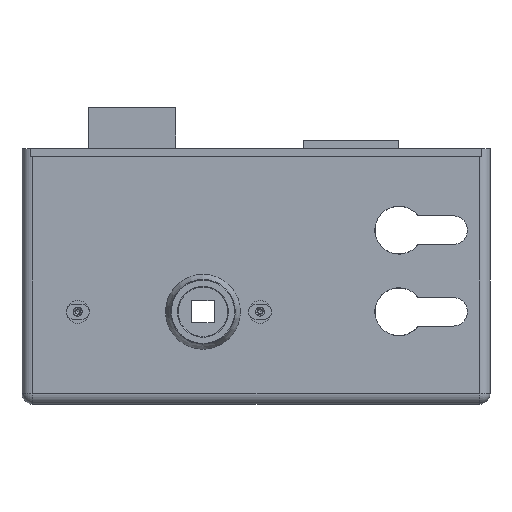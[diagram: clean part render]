
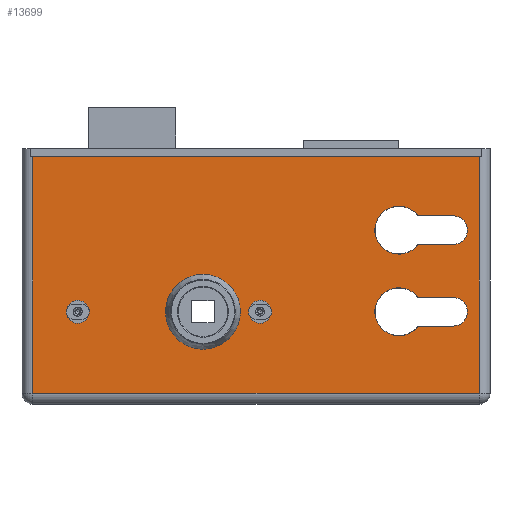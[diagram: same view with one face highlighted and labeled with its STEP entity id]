
A CAD part, left-side view. The second image highlights one B-rep face of the part: STEP entity #13699.
In plain terms, the highlighted planar face has unit normal (-1, 0, 0).
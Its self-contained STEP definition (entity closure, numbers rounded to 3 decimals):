
#548 = VERTEX_POINT ( 'NONE', #22511 ) ;
#764 = AXIS2_PLACEMENT_3D ( 'NONE', #13769, #14041, #19809 ) ;
#785 = VERTEX_POINT ( 'NONE', #4207 ) ;
#858 = FACE_BOUND ( 'NONE', #14550, .T. ) ;
#868 = CARTESIAN_POINT ( 'NONE',  ( -15., 19.5, -60. ) ) ;
#904 = VERTEX_POINT ( 'NONE', #9502 ) ;
#1253 = EDGE_LOOP ( 'NONE', ( #23476, #14408, #6358, #19235 ) ) ;
#1520 = EDGE_CURVE ( 'NONE', #24964, #24964, #5888, .T. ) ;
#1524 = CARTESIAN_POINT ( 'NONE',  ( -15., -59.562, -54.75 ) ) ;
#1649 = CIRCLE ( 'NONE', #18809, 4.125 ) ;
#1892 = EDGE_LOOP ( 'NONE', ( #12791 ) ) ;
#1981 = VECTOR ( 'NONE', #11063, 1000. ) ;
#2100 = VERTEX_POINT ( 'NONE', #13960 ) ;
#2256 = CARTESIAN_POINT ( 'NONE',  ( -15., -72.45, -24.75 ) ) ;
#2570 = ORIENTED_EDGE ( 'NONE', *, *, #23063, .T. ) ;
#2605 = DIRECTION ( 'NONE',  ( 0., -1., 0. ) ) ;
#2680 = CARTESIAN_POINT ( 'NONE',  ( -15., -1.5, -60. ) ) ;
#2746 = EDGE_CURVE ( 'NONE', #17964, #25346, #20373, .T. ) ;
#3356 = FACE_BOUND ( 'NONE', #7302, .T. ) ;
#3411 = VECTOR ( 'NONE', #21302, 1000. ) ;
#3811 = FACE_BOUND ( 'NONE', #1892, .T. ) ;
#4207 = CARTESIAN_POINT ( 'NONE',  ( -15., -59.562, -35.25 ) ) ;
#4364 = EDGE_LOOP ( 'NONE', ( #6788, #9978, #11350, #11679 ) ) ;
#4583 = DIRECTION ( 'NONE',  ( -1., 0., 0. ) ) ;
#4619 = DIRECTION ( 'NONE',  ( 0., -1., 0. ) ) ;
#4640 = EDGE_CURVE ( 'NONE', #2100, #5201, #20604, .T. ) ;
#5201 = VERTEX_POINT ( 'NONE', #1524 ) ;
#5451 = EDGE_CURVE ( 'NONE', #5820, #22180, #6356, .T. ) ;
#5820 = VERTEX_POINT ( 'NONE', #2256 ) ;
#5888 = CIRCLE ( 'NONE', #22926, 11. ) ;
#6221 = DIRECTION ( 'NONE',  ( 0., 0., -1. ) ) ;
#6273 = CARTESIAN_POINT ( 'NONE',  ( -15., -82., -94. ) ) ;
#6356 = CIRCLE ( 'NONE', #20085, 5.25 ) ;
#6358 = ORIENTED_EDGE ( 'NONE', *, *, #18329, .T. ) ;
#6504 = VERTEX_POINT ( 'NONE', #10139 ) ;
#6705 = EDGE_CURVE ( 'NONE', #21802, #548, #12543, .T. ) ;
#6715 = CARTESIAN_POINT ( 'NONE',  ( -15., -72.45, -30. ) ) ;
#6788 = ORIENTED_EDGE ( 'NONE', *, *, #2746, .T. ) ;
#7302 = EDGE_LOOP ( 'NONE', ( #20606 ) ) ;
#7463 = CARTESIAN_POINT ( 'NONE',  ( -15., -86., -90. ) ) ;
#8049 = ORIENTED_EDGE ( 'NONE', *, *, #6705, .F. ) ;
#8089 = EDGE_CURVE ( 'NONE', #25346, #2100, #15664, .T. ) ;
#8426 = CARTESIAN_POINT ( 'NONE',  ( -15., 86., -94. ) ) ;
#8492 = FACE_BOUND ( 'NONE', #4364, .T. ) ;
#8626 = EDGE_CURVE ( 'NONE', #21802, #6504, #17227, .T. ) ;
#8654 = CARTESIAN_POINT ( 'NONE',  ( -15., -52.5, -30. ) ) ;
#8659 = AXIS2_PLACEMENT_3D ( 'NONE', #8654, #20953, #16717 ) ;
#8664 = VECTOR ( 'NONE', #6221, 1000. ) ;
#8827 = DIRECTION ( 'NONE',  ( 0., -1., 0. ) ) ;
#8953 = DIRECTION ( 'NONE',  ( 0., 1., 0. ) ) ;
#9189 = EDGE_CURVE ( 'NONE', #5201, #17964, #25090, .T. ) ;
#9502 = CARTESIAN_POINT ( 'NONE',  ( -15., -5.625, -60. ) ) ;
#9575 = EDGE_CURVE ( 'NONE', #15347, #5820, #20047, .T. ) ;
#9978 = ORIENTED_EDGE ( 'NONE', *, *, #8089, .T. ) ;
#10139 = CARTESIAN_POINT ( 'NONE',  ( -15., 82., -90. ) ) ;
#10313 = DIRECTION ( 'NONE',  ( 0., 1., 0. ) ) ;
#10339 = DIRECTION ( 'NONE',  ( 0., 1., 0. ) ) ;
#10478 = EDGE_CURVE ( 'NONE', #18636, #18636, #1649, .T. ) ;
#10924 = CARTESIAN_POINT ( 'NONE',  ( -15., 30.5, -60. ) ) ;
#11063 = DIRECTION ( 'NONE',  ( 0., -1., 0. ) ) ;
#11350 = ORIENTED_EDGE ( 'NONE', *, *, #4640, .T. ) ;
#11552 = FACE_OUTER_BOUND ( 'NONE', #25275, .T. ) ;
#11679 = ORIENTED_EDGE ( 'NONE', *, *, #9189, .T. ) ;
#12336 = CARTESIAN_POINT ( 'NONE',  ( -15., -72.45, -35.25 ) ) ;
#12410 = VECTOR ( 'NONE', #12456, 1000. ) ;
#12456 = DIRECTION ( 'NONE',  ( 0., -1., 0. ) ) ;
#12543 = LINE ( 'NONE', #13455, #24889 ) ;
#12574 = DIRECTION ( 'NONE',  ( 0., -1., 0. ) ) ;
#12787 = VECTOR ( 'NONE', #22524, 1000. ) ;
#12791 = ORIENTED_EDGE ( 'NONE', *, *, #10478, .T. ) ;
#12946 = EDGE_CURVE ( 'NONE', #22180, #785, #23044, .T. ) ;
#13338 = LINE ( 'NONE', #7463, #1981 ) ;
#13352 = VECTOR ( 'NONE', #16538, 1000. ) ;
#13445 = CARTESIAN_POINT ( 'NONE',  ( -15., -72.45, -54.75 ) ) ;
#13455 = CARTESIAN_POINT ( 'NONE',  ( -15., 86., 0. ) ) ;
#13699 = ADVANCED_FACE ( 'NONE', ( #858, #3811, #8492, #19501, #3356, #11552 ), #20901, .T. ) ;
#13769 = CARTESIAN_POINT ( 'NONE',  ( -15., -52.5, -60. ) ) ;
#13960 = CARTESIAN_POINT ( 'NONE',  ( -15., -59.562, -65.25 ) ) ;
#14041 = DIRECTION ( 'NONE',  ( 1., 0., 0. ) ) ;
#14364 = VECTOR ( 'NONE', #18898, 1000. ) ;
#14408 = ORIENTED_EDGE ( 'NONE', *, *, #12946, .T. ) ;
#14550 = EDGE_LOOP ( 'NONE', ( #24045 ) ) ;
#14611 = DIRECTION ( 'NONE',  ( 1., 0., 0. ) ) ;
#14691 = CARTESIAN_POINT ( 'NONE',  ( -15., 65.5, -60. ) ) ;
#14985 = DIRECTION ( 'NONE',  ( 1., 0., 0. ) ) ;
#15347 = VERTEX_POINT ( 'NONE', #17292 ) ;
#15654 = CARTESIAN_POINT ( 'NONE',  ( -15., 82., 0. ) ) ;
#15664 = LINE ( 'NONE', #18354, #12787 ) ;
#16342 = AXIS2_PLACEMENT_3D ( 'NONE', #2680, #16817, #8827 ) ;
#16538 = DIRECTION ( 'NONE',  ( 0., -1., 0. ) ) ;
#16717 = DIRECTION ( 'NONE',  ( 0., 1., 0. ) ) ;
#16817 = DIRECTION ( 'NONE',  ( 1., 0., 0. ) ) ;
#17227 = LINE ( 'NONE', #18050, #8664 ) ;
#17232 = CIRCLE ( 'NONE', #8659, 8.8 ) ;
#17292 = CARTESIAN_POINT ( 'NONE',  ( -15., -59.562, -24.75 ) ) ;
#17314 = AXIS2_PLACEMENT_3D ( 'NONE', #18516, #14611, #10339 ) ;
#17317 = CARTESIAN_POINT ( 'NONE',  ( -15., -59.562, -35.25 ) ) ;
#17964 = VERTEX_POINT ( 'NONE', #13445 ) ;
#18050 = CARTESIAN_POINT ( 'NONE',  ( -15., 82., -94. ) ) ;
#18329 = EDGE_CURVE ( 'NONE', #785, #15347, #17232, .T. ) ;
#18354 = CARTESIAN_POINT ( 'NONE',  ( -15., -59.562, -65.25 ) ) ;
#18516 = CARTESIAN_POINT ( 'NONE',  ( -15., -72.45, -60. ) ) ;
#18636 = VERTEX_POINT ( 'NONE', #23686 ) ;
#18754 = CARTESIAN_POINT ( 'NONE',  ( -15., -72.45, -24.75 ) ) ;
#18755 = EDGE_CURVE ( 'NONE', #26181, #548, #24187, .T. ) ;
#18809 = AXIS2_PLACEMENT_3D ( 'NONE', #14691, #21051, #2605 ) ;
#18898 = DIRECTION ( 'NONE',  ( 0., 0., 1. ) ) ;
#19235 = ORIENTED_EDGE ( 'NONE', *, *, #9575, .T. ) ;
#19501 = FACE_BOUND ( 'NONE', #1253, .T. ) ;
#19809 = DIRECTION ( 'NONE',  ( 0., 1., 0. ) ) ;
#20047 = LINE ( 'NONE', #18754, #13352 ) ;
#20085 = AXIS2_PLACEMENT_3D ( 'NONE', #6715, #22481, #10313 ) ;
#20341 = ORIENTED_EDGE ( 'NONE', *, *, #18755, .T. ) ;
#20373 = CIRCLE ( 'NONE', #17314, 5.25 ) ;
#20444 = CARTESIAN_POINT ( 'NONE',  ( -15., -72.45, -54.75 ) ) ;
#20604 = CIRCLE ( 'NONE', #764, 8.8 ) ;
#20606 = ORIENTED_EDGE ( 'NONE', *, *, #1520, .T. ) ;
#20695 = CARTESIAN_POINT ( 'NONE',  ( -15., -82., -90. ) ) ;
#20901 = PLANE ( 'NONE',  #21916 ) ;
#20953 = DIRECTION ( 'NONE',  ( 1., 0., 0. ) ) ;
#21051 = DIRECTION ( 'NONE',  ( 1., 0., 0. ) ) ;
#21302 = DIRECTION ( 'NONE',  ( 0., 1., 0. ) ) ;
#21516 = EDGE_CURVE ( 'NONE', #904, #904, #23334, .T. ) ;
#21802 = VERTEX_POINT ( 'NONE', #15654 ) ;
#21916 = AXIS2_PLACEMENT_3D ( 'NONE', #8426, #4583, #12574 ) ;
#22180 = VERTEX_POINT ( 'NONE', #12336 ) ;
#22481 = DIRECTION ( 'NONE',  ( 1., 0., 0. ) ) ;
#22511 = CARTESIAN_POINT ( 'NONE',  ( -15., -82., 0. ) ) ;
#22524 = DIRECTION ( 'NONE',  ( 0., 1., 0. ) ) ;
#22618 = ORIENTED_EDGE ( 'NONE', *, *, #8626, .T. ) ;
#22926 = AXIS2_PLACEMENT_3D ( 'NONE', #868, #14985, #8953 ) ;
#23044 = LINE ( 'NONE', #17317, #3411 ) ;
#23063 = EDGE_CURVE ( 'NONE', #6504, #26181, #13338, .T. ) ;
#23334 = CIRCLE ( 'NONE', #16342, 4.125 ) ;
#23476 = ORIENTED_EDGE ( 'NONE', *, *, #5451, .T. ) ;
#23579 = CARTESIAN_POINT ( 'NONE',  ( -15., -72.45, -65.25 ) ) ;
#23686 = CARTESIAN_POINT ( 'NONE',  ( -15., 61.375, -60. ) ) ;
#24045 = ORIENTED_EDGE ( 'NONE', *, *, #21516, .T. ) ;
#24187 = LINE ( 'NONE', #6273, #14364 ) ;
#24889 = VECTOR ( 'NONE', #4619, 1000. ) ;
#24964 = VERTEX_POINT ( 'NONE', #10924 ) ;
#25090 = LINE ( 'NONE', #20444, #12410 ) ;
#25275 = EDGE_LOOP ( 'NONE', ( #2570, #20341, #8049, #22618 ) ) ;
#25346 = VERTEX_POINT ( 'NONE', #23579 ) ;
#26181 = VERTEX_POINT ( 'NONE', #20695 ) ;
